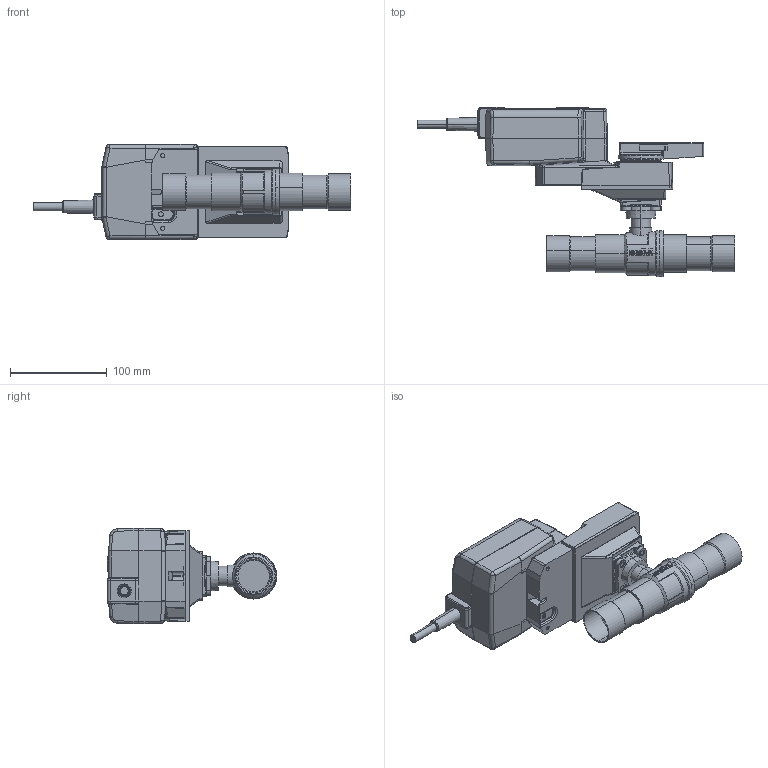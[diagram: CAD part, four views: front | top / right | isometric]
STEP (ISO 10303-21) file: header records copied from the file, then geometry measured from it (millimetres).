
FILE_DESCRIPTION (( 'STEP AP214' ), '1' );
FILE_NAME ('BEA15D35D35YAL.STEP', '2024-01-16T15:48:04', ( '' ), ( '' ), 'SwSTEP 2.0', 'SolidWorks 2024', '' );
FILE_SCHEMA (( 'AUTOMOTIVE_DESIGN' ));
Length unit declared in the file: millimetre
Products named in the file (3): 0100251550350351; BEA15D35D35YAL; NRKQ24A-SZ
Assembly tree (2 placements, depth 2):
  BEA15D35D35YAL
    0100251550350351
    NRKQ24A-SZ
Bounding box: 328 x 174.8 x 98.4 mm (x, y, z)
Volume: 1040573.3 mm3; surface area: 160459.2 mm2
Topology: 7 solids, 14 shells, 2032 faces, 5176 edges, 3198 vertices
Faces by surface type: cylinder 687, plane 653, bspline 479, cone 208, torus 5
Entity records: 108652 total; most frequent: CARTESIAN_POINT 42394, ORIENTED_EDGE 10280, DIRECTION 7376, EDGE_CURVE 5142, VERTEX_POINT 3200, AXIS2_PLACEMENT_3D 2564, LINE 2248, VECTOR 2248
